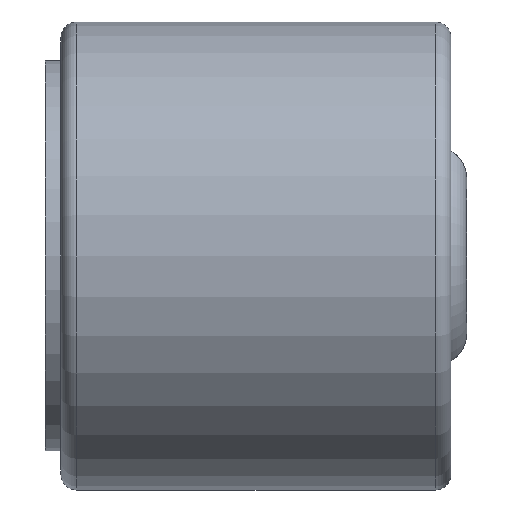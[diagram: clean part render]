
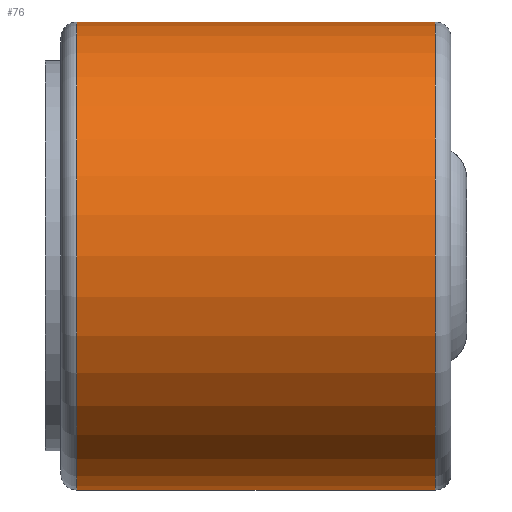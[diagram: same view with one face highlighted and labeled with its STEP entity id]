
A CAD part, left-side view. The second image highlights one B-rep face of the part: STEP entity #76.
In plain terms, the highlighted cylindrical face has radius 3 mm (diameter 6 mm), a partial arc.
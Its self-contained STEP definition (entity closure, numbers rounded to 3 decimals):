
#76=ADVANCED_FACE('NONE',(#168),#169,.T.);
#168=FACE_OUTER_BOUND('',#272,.T.);
#169=CYLINDRICAL_SURFACE('',#273,3.0);
#272=EDGE_LOOP('',(#444,#445,#446,#447));
#273=AXIS2_PLACEMENT_3D('',#448,#449,#450);
#444=ORIENTED_EDGE('',*,*,#626,.F.);
#445=ORIENTED_EDGE('',*,*,#674,.T.);
#446=ORIENTED_EDGE('',*,*,#627,.T.);
#447=ORIENTED_EDGE('',*,*,#675,.T.);
#448=CARTESIAN_POINT('',(0.0,5.0,0.0));
#449=DIRECTION('',(0.0,1.0,0.0));
#450=DIRECTION('',(0.0,0.0,-1.0));
#626=EDGE_CURVE('NONE',#727,#740,#744,.T.);
#627=EDGE_CURVE('NONE',#726,#738,#745,.T.);
#674=EDGE_CURVE('NONE',#727,#726,#822,.T.);
#675=EDGE_CURVE('NONE',#738,#740,#823,.T.);
#726=VERTEX_POINT('NONE',#882);
#727=VERTEX_POINT('NONE',#883);
#738=VERTEX_POINT('NONE',#894);
#740=VERTEX_POINT('NONE',#896);
#744=LINE('',#900,#901);
#745=LINE('',#902,#903);
#822=CIRCLE('',#1024,3.0);
#823=CIRCLE('',#1025,3.0);
#882=CARTESIAN_POINT('',(0.0,4.8,-3.0));
#883=CARTESIAN_POINT('',(0.,4.8,3.0));
#894=CARTESIAN_POINT('',(0.0,0.2,-3.0));
#896=CARTESIAN_POINT('',(0.,0.2,3.0));
#900=CARTESIAN_POINT('',(0.,5.0,3.0));
#901=VECTOR('',#1164,1000.0);
#902=CARTESIAN_POINT('',(0.0,5.0,-3.0));
#903=VECTOR('',#1165,1000.0);
#1024=AXIS2_PLACEMENT_3D('',#1233,#1234,#1235);
#1025=AXIS2_PLACEMENT_3D('',#1236,#1237,#1238);
#1164=DIRECTION('',(-0.0,-1.0,-0.0));
#1165=DIRECTION('',(-0.0,-1.0,-0.0));
#1233=CARTESIAN_POINT('',(0.0,4.8,0.0));
#1234=DIRECTION('',(0.0,-1.0,0.0));
#1235=DIRECTION('',(0.0,0.0,1.0));
#1236=CARTESIAN_POINT('',(0.0,0.2,0.0));
#1237=DIRECTION('',(0.0,1.0,0.0));
#1238=DIRECTION('',(0.0,0.0,1.0));
